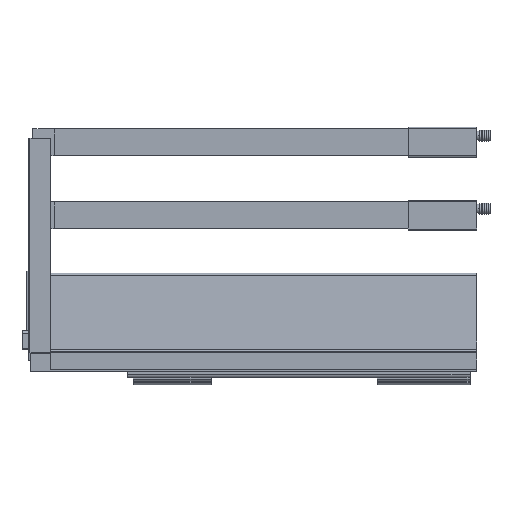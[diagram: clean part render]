
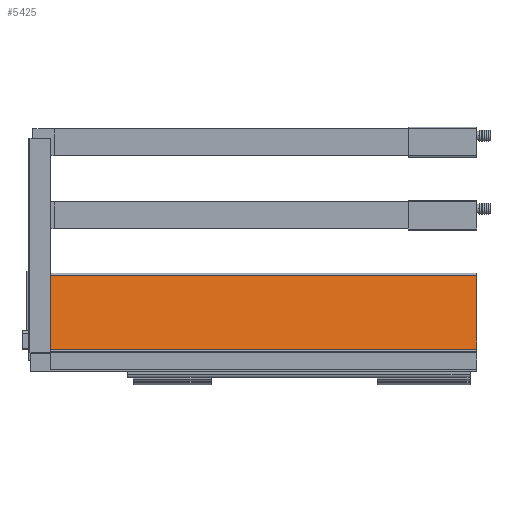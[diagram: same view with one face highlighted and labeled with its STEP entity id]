
A CAD part, top view. The second image highlights one B-rep face of the part: STEP entity #5425.
In plain terms, the highlighted planar face has unit normal (0, 0.139, 0.99).
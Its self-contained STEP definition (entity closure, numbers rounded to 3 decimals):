
#100 = ORIENTED_EDGE ( 'NONE', *, *, #5206, .F. ) ;
#633 = DIRECTION ( 'NONE',  ( 0., 0.139, 0.99 ) ) ;
#789 = LINE ( 'NONE', #1711, #7922 ) ;
#1711 = CARTESIAN_POINT ( 'NONE',  ( -373.5, 75.024, 25.028 ) ) ;
#3959 = EDGE_LOOP ( 'NONE', ( #13313, #4946, #11148, #100 ) ) ;
#3961 = VERTEX_POINT ( 'NONE', #10540 ) ;
#4127 = DIRECTION ( 'NONE',  ( 0., -0.99, 0.139 ) ) ;
#4154 = DIRECTION ( 'NONE',  ( 1., 0., 0. ) ) ;
#4946 = ORIENTED_EDGE ( 'NONE', *, *, #8952, .T. ) ;
#5206 = EDGE_CURVE ( 'NONE', #9008, #6038, #8560, .T. ) ;
#5425 = ADVANCED_FACE ( 'NONE', ( #11619 ), #8485, .T. ) ;
#5830 = VECTOR ( 'NONE', #4154, 1000. ) ;
#6038 = VERTEX_POINT ( 'NONE', #6723 ) ;
#6223 = CARTESIAN_POINT ( 'NONE',  ( -373.5, 75.024, 25.028 ) ) ;
#6532 = VERTEX_POINT ( 'NONE', #7846 ) ;
#6723 = CARTESIAN_POINT ( 'NONE',  ( 0., 75.024, 25.028 ) ) ;
#7312 = LINE ( 'NONE', #9515, #11942 ) ;
#7328 = EDGE_CURVE ( 'NONE', #6038, #3961, #7312, .T. ) ;
#7781 = CARTESIAN_POINT ( 'NONE',  ( -393., 75.024, 25.028 ) ) ;
#7846 = CARTESIAN_POINT ( 'NONE',  ( -373.5, 10.222, 34.135 ) ) ;
#7922 = VECTOR ( 'NONE', #8271, 1000. ) ;
#8271 = DIRECTION ( 'NONE',  ( 0., 0.99, -0.139 ) ) ;
#8485 = PLANE ( 'NONE',  #10532 ) ;
#8560 = LINE ( 'NONE', #7781, #8923 ) ;
#8923 = VECTOR ( 'NONE', #12126, 1000. ) ;
#8952 = EDGE_CURVE ( 'NONE', #6532, #3961, #10712, .T. ) ;
#9008 = VERTEX_POINT ( 'NONE', #6223 ) ;
#9515 = CARTESIAN_POINT ( 'NONE',  ( 0., 75.024, 25.028 ) ) ;
#10387 = CARTESIAN_POINT ( 'NONE',  ( -393., 75.024, 25.028 ) ) ;
#10439 = DIRECTION ( 'NONE',  ( 0., -0.99, 0.139 ) ) ;
#10529 = EDGE_CURVE ( 'NONE', #6532, #9008, #789, .T. ) ;
#10532 = AXIS2_PLACEMENT_3D ( 'NONE', #10387, #633, #4127 ) ;
#10540 = CARTESIAN_POINT ( 'NONE',  ( 0., 10.222, 34.135 ) ) ;
#10712 = LINE ( 'NONE', #13904, #5830 ) ;
#11148 = ORIENTED_EDGE ( 'NONE', *, *, #7328, .F. ) ;
#11619 = FACE_OUTER_BOUND ( 'NONE', #3959, .T. ) ;
#11942 = VECTOR ( 'NONE', #10439, 1000. ) ;
#12126 = DIRECTION ( 'NONE',  ( 1., 0., 0. ) ) ;
#13313 = ORIENTED_EDGE ( 'NONE', *, *, #10529, .F. ) ;
#13904 = CARTESIAN_POINT ( 'NONE',  ( 0., 10.222, 34.135 ) ) ;
